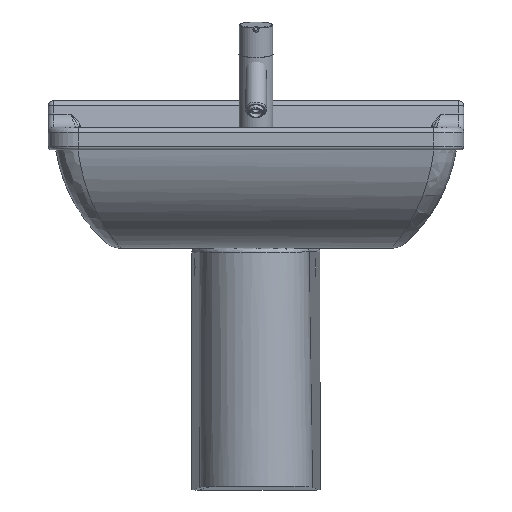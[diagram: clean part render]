
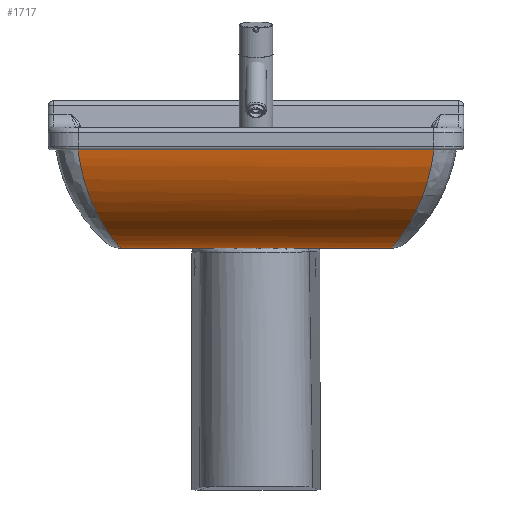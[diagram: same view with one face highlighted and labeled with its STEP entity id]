
A CAD part, front view. The second image highlights one B-rep face of the part: STEP entity #1717.
In plain terms, the highlighted cylindrical face has radius 158.621 mm (diameter 317.243 mm), a partial arc.
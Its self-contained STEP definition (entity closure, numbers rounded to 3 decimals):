
#107=CARTESIAN_POINT('',(411.106,-239.047,10.));
#108=VERTEX_POINT('',#107);
#366=CARTESIAN_POINT('',(467.678,-395.065,140.001));
#367=VERTEX_POINT('',#366);
#383=CARTESIAN_POINT('',(467.678,-395.065,140.001));
#384=CARTESIAN_POINT('',(467.574,-394.91,139.153));
#385=CARTESIAN_POINT('',(467.296,-394.489,136.96));
#386=CARTESIAN_POINT('',(466.619,-393.453,132.114));
#387=CARTESIAN_POINT('',(465.11,-391.094,122.854));
#388=CARTESIAN_POINT('',(462.04,-386.148,108.266));
#389=CARTESIAN_POINT('',(458.367,-379.982,95.391));
#390=CARTESIAN_POINT('',(455.323,-374.699,86.351));
#391=CARTESIAN_POINT('',(453.228,-371.014,80.494));
#392=CARTESIAN_POINT('',(449.367,-364.087,70.595));
#393=CARTESIAN_POINT('',(443.411,-352.912,57.555));
#394=CARTESIAN_POINT('',(437.191,-340.248,46.148));
#395=CARTESIAN_POINT('',(432.895,-330.715,39.092));
#396=CARTESIAN_POINT('',(430.487,-325.092,35.333));
#397=CARTESIAN_POINT('',(426.913,-316.426,29.933));
#398=CARTESIAN_POINT('',(422.342,-304.153,23.588));
#399=CARTESIAN_POINT('',(418.177,-290.187,18.306));
#400=CARTESIAN_POINT('',(415.699,-279.969,15.299));
#401=CARTESIAN_POINT('',(414.358,-273.37,13.715));
#402=CARTESIAN_POINT('',(413.437,-267.997,12.646));
#403=CARTESIAN_POINT('',(412.624,-262.568,11.711));
#404=CARTESIAN_POINT('',(411.502,-252.946,10.439));
#405=CARTESIAN_POINT('',(411.106,-244.589,10.));
#406=CARTESIAN_POINT('',(411.106,-239.047,10.));
#407=B_SPLINE_CURVE_WITH_KNOTS('',3,(#383,#384,#385,#386,#387,#388,#389,#390,#391,#392,#393,#394,#395,#396,#397,#398,#399,#400,#401,#402,#403,#404,#405,#406),.UNSPECIFIED.,.F.,.U.,(4,1,1,1,1,1,1,1,1,1,1,1,1,1,1,1,1,1,1,1,1,4),(-18.746,-18.534,-18.197,-17.523,-16.175,-14.378,-13.929,-13.479,-12.581,-10.783,-8.986,-8.088,-7.638,-7.189,-5.392,-4.044,-3.37,-2.696,-2.359,-2.022,-1.348,0.0),.UNSPECIFIED.);
#408=EDGE_CURVE('',#367,#108,#407,.T.);
#779=CARTESIAN_POINT('',(-3.28,-395.065,140.001));
#780=VERTEX_POINT('',#779);
#828=CARTESIAN_POINT('',(53.292,-239.047,10.));
#829=VERTEX_POINT('',#828);
#837=CARTESIAN_POINT('',(53.292,-239.047,10.));
#838=CARTESIAN_POINT('',(53.292,-241.818,10.));
#839=CARTESIAN_POINT('',(53.161,-247.373,10.145));
#840=CARTESIAN_POINT('',(52.575,-255.695,10.803));
#841=CARTESIAN_POINT('',(51.614,-263.942,11.893));
#842=CARTESIAN_POINT('',(50.308,-272.05,13.399));
#843=CARTESIAN_POINT('',(49.057,-278.206,14.876));
#844=CARTESIAN_POINT('',(47.873,-283.373,16.301));
#845=CARTESIAN_POINT('',(46.819,-287.613,17.587));
#846=CARTESIAN_POINT('',(44.996,-294.294,19.859));
#847=CARTESIAN_POINT('',(41.485,-305.685,24.381));
#848=CARTESIAN_POINT('',(37.485,-316.426,29.933));
#849=CARTESIAN_POINT('',(33.911,-325.091,35.333));
#850=CARTESIAN_POINT('',(30.299,-333.526,40.971));
#851=CARTESIAN_POINT('',(25.95,-342.855,48.347));
#852=CARTESIAN_POINT('',(20.412,-353.918,58.981));
#853=CARTESIAN_POINT('',(15.62,-363.006,69.249));
#854=CARTESIAN_POINT('',(11.835,-369.839,78.679));
#855=CARTESIAN_POINT('',(9.466,-374.011,85.25));
#856=CARTESIAN_POINT('',(7.926,-376.698,89.722));
#857=CARTESIAN_POINT('',(5.335,-381.152,97.797));
#858=CARTESIAN_POINT('',(1.997,-386.729,109.982));
#859=CARTESIAN_POINT('',(-0.712,-391.094,122.854));
#860=CARTESIAN_POINT('',(-2.221,-393.453,132.114));
#861=CARTESIAN_POINT('',(-2.898,-394.489,136.96));
#862=CARTESIAN_POINT('',(-3.177,-394.91,139.153));
#863=CARTESIAN_POINT('',(-3.28,-395.065,140.001));
#864=B_SPLINE_CURVE_WITH_KNOTS('',3,(#837,#838,#839,#840,#841,#842,#843,#844,#845,#846,#847,#848,#849,#850,#851,#852,#853,#854,#855,#856,#857,#858,#859,#860,#861,#862,#863),.UNSPECIFIED.,.F.,.U.,(4,1,1,1,1,1,1,1,1,1,1,1,1,1,1,1,1,1,1,1,1,1,1,1,4),(-22.572,-21.898,-21.224,-20.55,-19.876,-19.202,-18.977,-18.528,-18.078,-17.18,-15.383,-14.933,-14.484,-12.687,-11.788,-10.44,-9.092,-8.755,-8.418,-7.744,-6.396,-5.048,-4.374,-4.038,-3.826),.UNSPECIFIED.);
#865=EDGE_CURVE('',#829,#780,#864,.T.);
#1300=CARTESIAN_POINT('',(411.106,-239.047,10.));
#1301=DIRECTION('',(-1.0,0.0,0.0));
#1302=VECTOR('',#1301,357.814);
#1303=LINE('',#1300,#1302);
#1304=EDGE_CURVE('',#108,#829,#1303,.T.);
#1671=CARTESIAN_POINT('',(467.678,-395.065,140.001));
#1672=DIRECTION('',(-1.0,0.,0.));
#1673=VECTOR('',#1672,470.958);
#1674=LINE('',#1671,#1673);
#1675=EDGE_CURVE('',#367,#780,#1674,.T.);
#1706=CARTESIAN_POINT('',(497.199,-239.047,168.621));
#1707=DIRECTION('',(-1.0,0.0,0.0));
#1708=DIRECTION('',(0.0,0.984,0.18));
#1709=AXIS2_PLACEMENT_3D('',#1706,#1707,#1708);
#1710=CYLINDRICAL_SURFACE('',#1709,158.621);
#1711=ORIENTED_EDGE('',*,*,#408,.F.);
#1712=ORIENTED_EDGE('',*,*,#1675,.T.);
#1713=ORIENTED_EDGE('',*,*,#865,.F.);
#1714=ORIENTED_EDGE('',*,*,#1304,.F.);
#1715=EDGE_LOOP('',(#1711,#1712,#1713,#1714));
#1716=FACE_OUTER_BOUND('',#1715,.T.);
#1717=ADVANCED_FACE('',(#1716),#1710,.T.);
